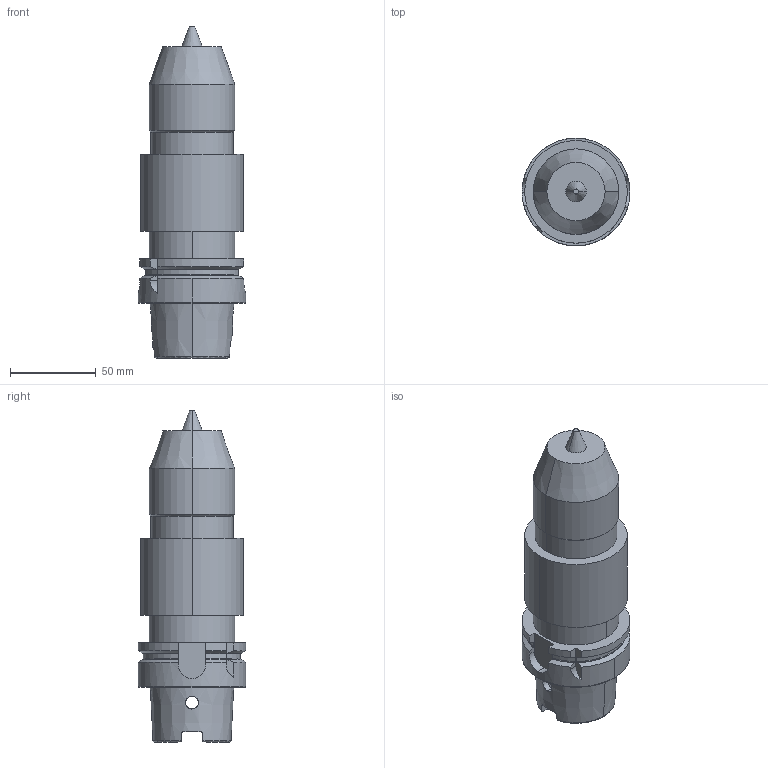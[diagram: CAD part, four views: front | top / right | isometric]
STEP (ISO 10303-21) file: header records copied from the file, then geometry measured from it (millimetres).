
FILE_DESCRIPTION (( 'STEP AP203' ), '1' );
FILE_NAME ('STP-34905.STEP', '2019-04-25T03:03:57', ( '' ), ( '' ), 'SwSTEP 2.0', 'SolidWorks 2017', '' );
FILE_SCHEMA (( 'CONFIG_CONTROL_DESIGN' ));
Length unit declared in the file: millimetre
Products named in the file (1): STP-34905
Bounding box: 63 x 63 x 194 mm (x, y, z)
Volume: 353954.1 mm3; surface area: 42926.5 mm2
Topology: 1 solids, 1 shells, 113 faces, 293 edges, 186 vertices
Faces by surface type: cylinder 38, plane 30, torus 24, cone 21
Entity records: 4079 total; most frequent: CARTESIAN_POINT 1245, ORIENTED_EDGE 586, DIRECTION 584, EDGE_CURVE 293, AXIS2_PLACEMENT_3D 241, VERTEX_POINT 186, CIRCLE 127, EDGE_LOOP 121
